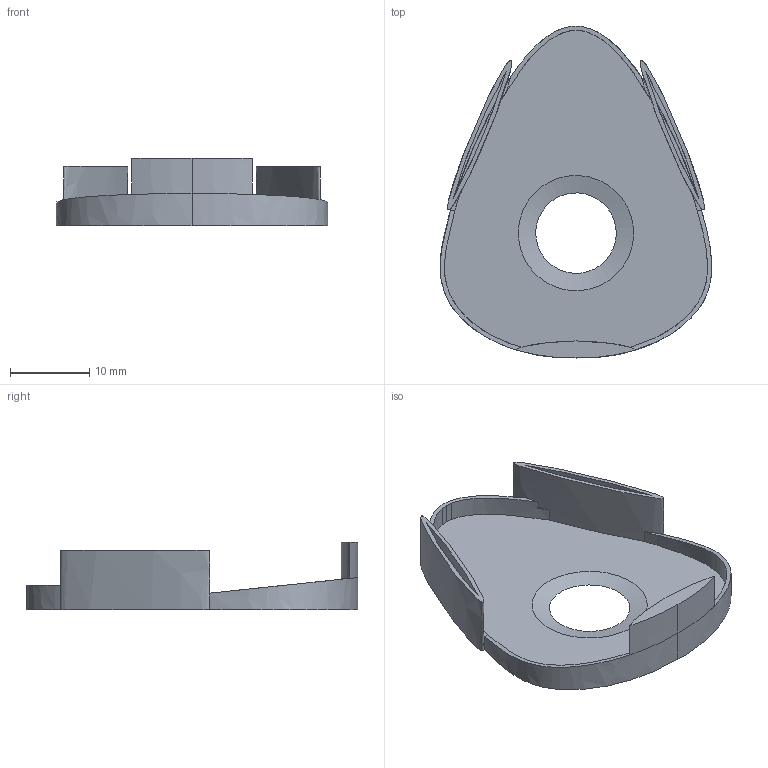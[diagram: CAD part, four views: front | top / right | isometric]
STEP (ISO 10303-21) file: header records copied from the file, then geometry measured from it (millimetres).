
FILE_DESCRIPTION(/* description */ (''),/* implementation_level */ '2;1');
FILE_NAME(/* name */ 'plug.stp',/* time_stamp */ '2020-04-09T22:54:23-04:00',/* author */ (''),/* organization */ (''),/* preprocessor_version */ 'ST-DEVELOPER v15.2',/* originating_system */ 'Autodesk Translator Framework v2.0.0.5431',/* authorisation */ '');
FILE_SCHEMA (('AUTOMOTIVE_DESIGN { 1 0 10303 214 3 1 1 }'));
Length unit declared in the file: centimetre
Products named in the file (1): Canadian Valve
Bounding box: 34.31 x 41.94 x 8.48 mm (x, y, z)
Volume: 1022.5 mm3; surface area: 3934.6 mm2
Topology: 1 solids, 1 shells, 59 faces, 167 edges, 112 vertices
Faces by surface type: bspline 40, plane 18, cone 1
Entity records: 3377 total; most frequent: CARTESIAN_POINT 2272, ORIENTED_EDGE 330, EDGE_CURVE 165, B_SPLINE_CURVE_WITH_KNOTS 146, VERTEX_POINT 111, EDGE_LOOP 64, ADVANCED_FACE 59, FACE_OUTER_BOUND 57
